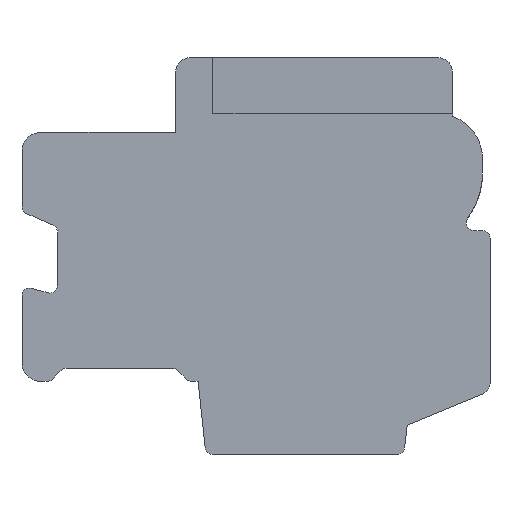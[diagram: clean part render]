
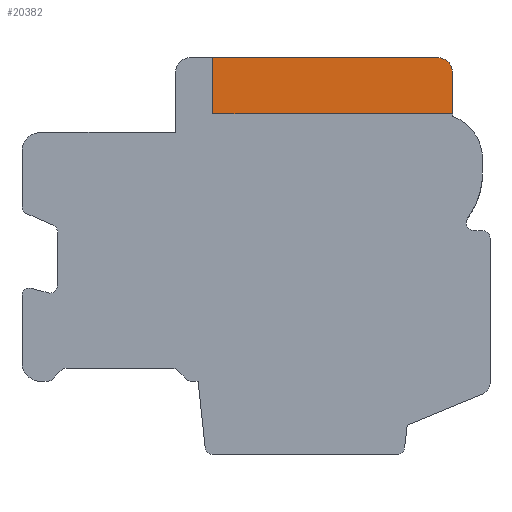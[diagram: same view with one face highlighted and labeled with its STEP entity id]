
A CAD part, front view. The second image highlights one B-rep face of the part: STEP entity #20382.
In plain terms, the highlighted planar face has unit normal (0, -1, 0).
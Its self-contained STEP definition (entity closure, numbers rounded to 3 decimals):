
#57=DIRECTION('',(-1.,0.,0.));
#58=VECTOR('',#57,6.);
#59=CARTESIAN_POINT('',(4.85,-118.5,5.3));
#60=LINE('',#59,#58);
#1317=CARTESIAN_POINT('',(4.85,-118.5,4.9));
#1318=DIRECTION('',(0.,1.,0.));
#1319=DIRECTION('',(0.,0.,1.));
#1320=AXIS2_PLACEMENT_3D('',#1317,#1318,#1319);
#1374=DIRECTION('',(0.,0.,-1.));
#1375=VECTOR('',#1374,1.1);
#1376=CARTESIAN_POINT('',(5.25,-118.5,4.9));
#1377=LINE('',#1376,#1375);
#6082=DIRECTION('',(0.,0.,1.));
#6083=VECTOR('',#6082,1.5);
#6084=CARTESIAN_POINT('',(-1.15,-118.5,3.8));
#6085=LINE('',#6084,#6083);
#6090=DIRECTION('',(-1.,0.,0.));
#6091=VECTOR('',#6090,6.4);
#6092=CARTESIAN_POINT('',(5.25,-118.5,3.8));
#6093=LINE('',#6092,#6091);
#13125=CARTESIAN_POINT('',(-1.15,-118.5,5.3));
#13126=VERTEX_POINT('',#13125);
#13127=CARTESIAN_POINT('',(4.85,-118.5,5.3));
#13128=VERTEX_POINT('',#13127);
#13129=CARTESIAN_POINT('',(5.25,-118.5,4.9));
#13130=VERTEX_POINT('',#13129);
#13131=CARTESIAN_POINT('',(5.25,-118.5,3.8));
#13132=VERTEX_POINT('',#13131);
#13133=CARTESIAN_POINT('',(-1.15,-118.5,3.8));
#13134=VERTEX_POINT('',#13133);
#20369=CARTESIAN_POINT('',(5.25,-118.5,3.8));
#20370=DIRECTION('',(0.,1.,0.));
#20371=DIRECTION('',(0.,0.,1.));
#20372=AXIS2_PLACEMENT_3D('',#20369,#20370,#20371);
#20373=PLANE('',#20372);
#20374=ORIENTED_EDGE('',*,*,#14373,.F.);
#20375=ORIENTED_EDGE('',*,*,#15620,.T.);
#20376=ORIENTED_EDGE('',*,*,#15694,.T.);
#20378=ORIENTED_EDGE('',*,*,#20377,.T.);
#20379=ORIENTED_EDGE('',*,*,#20362,.T.);
#20380=EDGE_LOOP('',(#20374,#20375,#20376,#20378,#20379));
#20381=FACE_OUTER_BOUND('',#20380,.F.);
#20382=ADVANCED_FACE('',(#20381),#20373,.F.);
#1321=CIRCLE('',#1320,0.4);
#14373=EDGE_CURVE('',#13128,#13126,#60,.T.);
#15620=EDGE_CURVE('',#13128,#13130,#1321,.T.);
#15694=EDGE_CURVE('',#13130,#13132,#1377,.T.);
#20362=EDGE_CURVE('',#13134,#13126,#6085,.T.);
#20377=EDGE_CURVE('',#13132,#13134,#6093,.T.);
